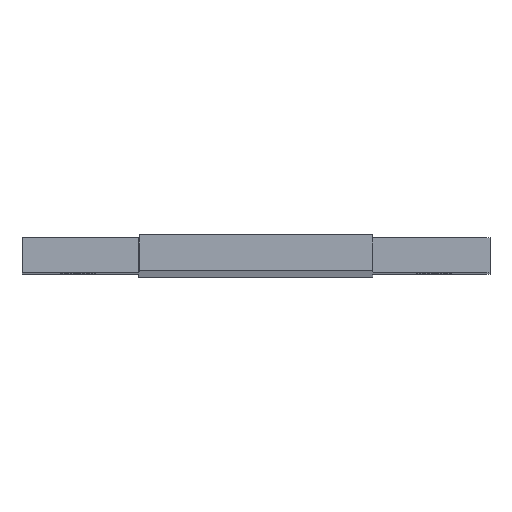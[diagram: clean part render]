
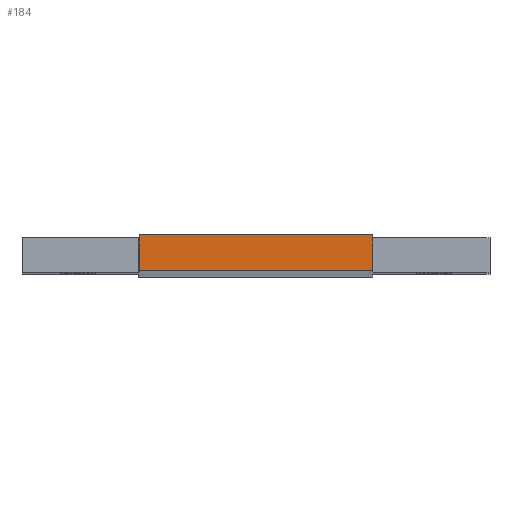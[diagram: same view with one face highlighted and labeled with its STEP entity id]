
A CAD part, top view. The second image highlights one B-rep face of the part: STEP entity #184.
In plain terms, the highlighted planar face has unit normal (0, 0, 1).
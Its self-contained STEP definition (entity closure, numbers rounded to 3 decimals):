
#34 = LINE ( 'NONE', #505, #141 ) ;
#141 = VECTOR ( 'NONE', #739, 1000. ) ;
#151 = VERTEX_POINT ( 'NONE', #351 ) ;
#168 = AXIS2_PLACEMENT_3D ( 'NONE', #354, #634, #691 ) ;
#184 = ADVANCED_FACE ( 'NONE', ( #707 ), #646, .F. ) ;
#191 = VECTOR ( 'NONE', #499, 1000. ) ;
#194 = CARTESIAN_POINT ( 'NONE',  ( -10., 1.5, 170. ) ) ;
#239 = VERTEX_POINT ( 'NONE', #466 ) ;
#298 = EDGE_CURVE ( 'NONE', #413, #702, #430, .T. ) ;
#330 = CARTESIAN_POINT ( 'NONE',  ( -10., -1.5, 170. ) ) ;
#344 = ORIENTED_EDGE ( 'NONE', *, *, #455, .F. ) ;
#351 = CARTESIAN_POINT ( 'NONE',  ( 10., -1.5, 170. ) ) ;
#354 = CARTESIAN_POINT ( 'NONE',  ( -10., 1.5, 170. ) ) ;
#382 = LINE ( 'NONE', #614, #191 ) ;
#413 = VERTEX_POINT ( 'NONE', #434 ) ;
#430 = LINE ( 'NONE', #194, #665 ) ;
#434 = CARTESIAN_POINT ( 'NONE',  ( -10., 1.5, 170. ) ) ;
#454 = DIRECTION ( 'NONE',  ( 0., -1., 0. ) ) ;
#455 = EDGE_CURVE ( 'NONE', #239, #151, #515, .T. ) ;
#466 = CARTESIAN_POINT ( 'NONE',  ( 10., 1.5, 170. ) ) ;
#490 = ORIENTED_EDGE ( 'NONE', *, *, #298, .T. ) ;
#499 = DIRECTION ( 'NONE',  ( 1., 0., 0. ) ) ;
#505 = CARTESIAN_POINT ( 'NONE',  ( -10., 1.5, 170. ) ) ;
#506 = ORIENTED_EDGE ( 'NONE', *, *, #556, .F. ) ;
#515 = LINE ( 'NONE', #743, #568 ) ;
#556 = EDGE_CURVE ( 'NONE', #413, #239, #34, .T. ) ;
#568 = VECTOR ( 'NONE', #454, 1000. ) ;
#614 = CARTESIAN_POINT ( 'NONE',  ( -10., -1.5, 170. ) ) ;
#621 = EDGE_CURVE ( 'NONE', #702, #151, #382, .T. ) ;
#634 = DIRECTION ( 'NONE',  ( 0., 0., -1. ) ) ;
#646 = PLANE ( 'NONE',  #168 ) ;
#650 = ORIENTED_EDGE ( 'NONE', *, *, #621, .T. ) ;
#665 = VECTOR ( 'NONE', #735, 1000. ) ;
#691 = DIRECTION ( 'NONE',  ( -1., 0., 0. ) ) ;
#702 = VERTEX_POINT ( 'NONE', #330 ) ;
#707 = FACE_OUTER_BOUND ( 'NONE', #744, .T. ) ;
#735 = DIRECTION ( 'NONE',  ( 0., -1., 0. ) ) ;
#739 = DIRECTION ( 'NONE',  ( 1., 0., 0. ) ) ;
#743 = CARTESIAN_POINT ( 'NONE',  ( 10., 1.5, 170. ) ) ;
#744 = EDGE_LOOP ( 'NONE', ( #650, #344, #506, #490 ) ) ;
